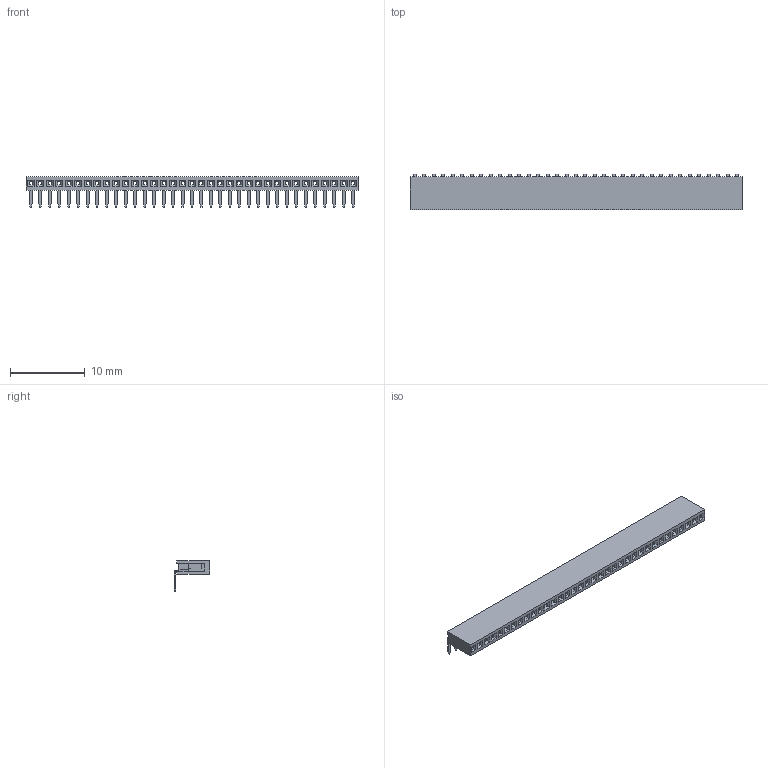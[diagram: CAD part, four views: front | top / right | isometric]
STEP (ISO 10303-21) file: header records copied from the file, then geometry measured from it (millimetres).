
FILE_DESCRIPTION(('STEP AP214'), '1');
FILE_NAME('PBS1.27-R', '', ('UNSPECIFIED'), ('UNSPECIFIED'), 'ASCON STEP Converter 1.6', 'ASCON Math Kernel', '');
FILE_SCHEMA(('AUTOMOTIVE_DESIGN { 1 0 10303 214 3 1 1}'));
Length unit declared in the file: millimetre
Bounding box: 44.45 x 4.7 x 4.1 mm (x, y, z)
Volume: 253 mm3; surface area: 1774.6 mm2
Topology: 36 solids, 36 shells, 2075 faces, 5589 edges, 3586 vertices
Faces by surface type: plane 1760, cylinder 315
Entity records: 80663 total; most frequent: CARTESIAN_POINT 11251, ORIENTED_EDGE 11178, DIRECTION 10371, EDGE_CURVE 5589, LINE 4959, VECTOR 4959, VERTEX_POINT 3586, AXIS2_PLACEMENT_3D 2706
